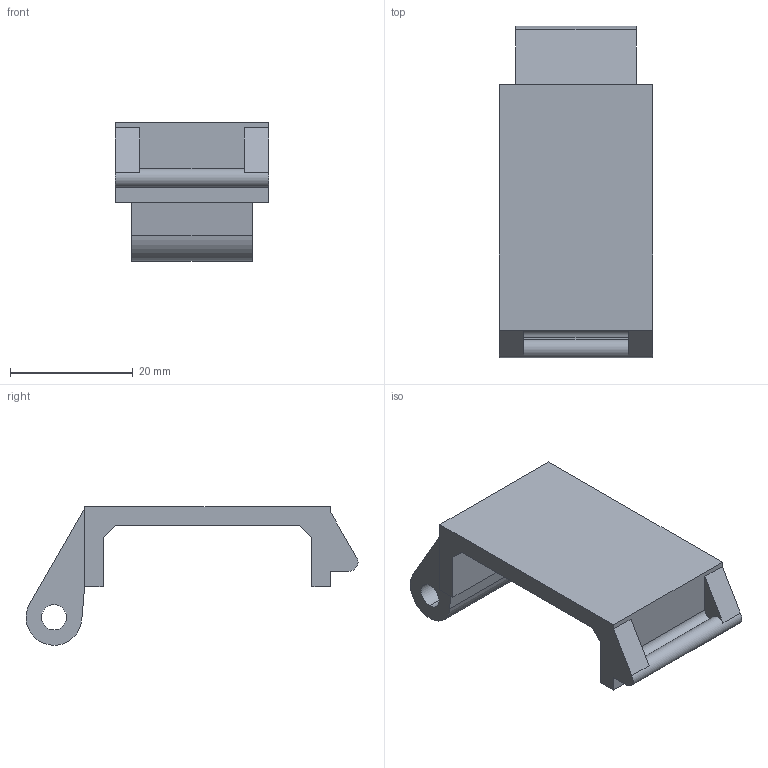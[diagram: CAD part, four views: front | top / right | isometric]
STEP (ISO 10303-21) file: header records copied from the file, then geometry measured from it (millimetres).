
FILE_DESCRIPTION (( 'STEP AP214' ), '1' );
FILE_NAME ('Test Hinge lid.STEP', '2024-12-23T14:00:06', ( '' ), ( '' ), 'SwSTEP 2.0', 'SolidWorks 2020', '' );
FILE_SCHEMA (( 'AUTOMOTIVE_DESIGN' ));
Length unit declared in the file: millimetre
Products named in the file (1): Test Hinge lid
Bounding box: 25 x 54.05 x 22.55 mm (x, y, z)
Volume: 7113.7 mm3; surface area: 4729.1 mm2
Topology: 1 solids, 1 shells, 29 faces, 79 edges, 52 vertices
Faces by surface type: plane 22, cylinder 7
Entity records: 951 total; most frequent: CARTESIAN_POINT 161, ORIENTED_EDGE 158, DIRECTION 155, EDGE_CURVE 79, VECTOR 63, LINE 63, VERTEX_POINT 52, AXIS2_PLACEMENT_3D 46
